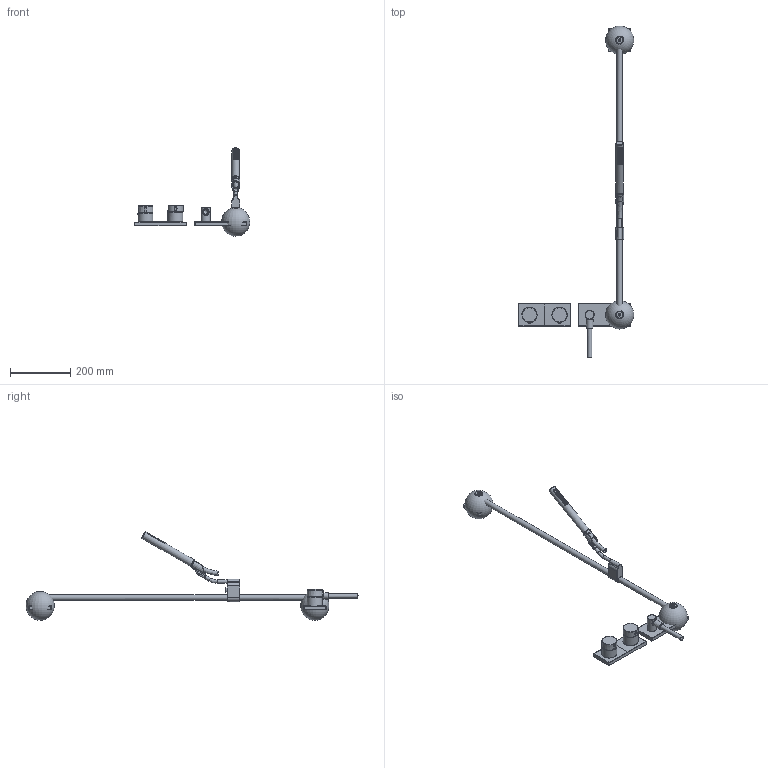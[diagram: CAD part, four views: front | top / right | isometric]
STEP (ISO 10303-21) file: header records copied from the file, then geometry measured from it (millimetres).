
FILE_DESCRIPTION (( 'STEP AP203' ), '1' );
FILE_NAME ('2280+44870180.STEP', '2017-03-09T05:46:07', ( '' ), ( '' ), 'SwSTEP 2.0', 'SolidWorks 2016', '' );
FILE_SCHEMA (( 'CONFIG_CONTROL_DESIGN' ));
Length unit declared in the file: millimetre
Products named in the file (1): 2280+44870180
Bounding box: 384.73 x 1105.77 x 295.33 mm (x, y, z)
Volume: 855329.2 mm3; surface area: 264123.9 mm2
Topology: 6 solids, 6 shells, 302 faces, 621 edges, 402 vertices
Faces by surface type: bspline 121, cylinder 108, plane 46, cone 13, torus 12, sphere 2
Full cylindrical faces by diameter (mm): 11.5 x2, 14 x1, 15 x1, 18 x3, 21 x2, 25 x1, 26 x1, 27 x2, 30 x1, 49 x1, 50 x3
Entity records: 17400 total; most frequent: CARTESIAN_POINT 12341, ORIENTED_EDGE 1104, DIRECTION 632, EDGE_CURVE 552, EDGE_LOOP 421, VERTEX_POINT 381, B_SPLINE_CURVE_WITH_KNOTS 339, FACE_OUTER_BOUND 337
